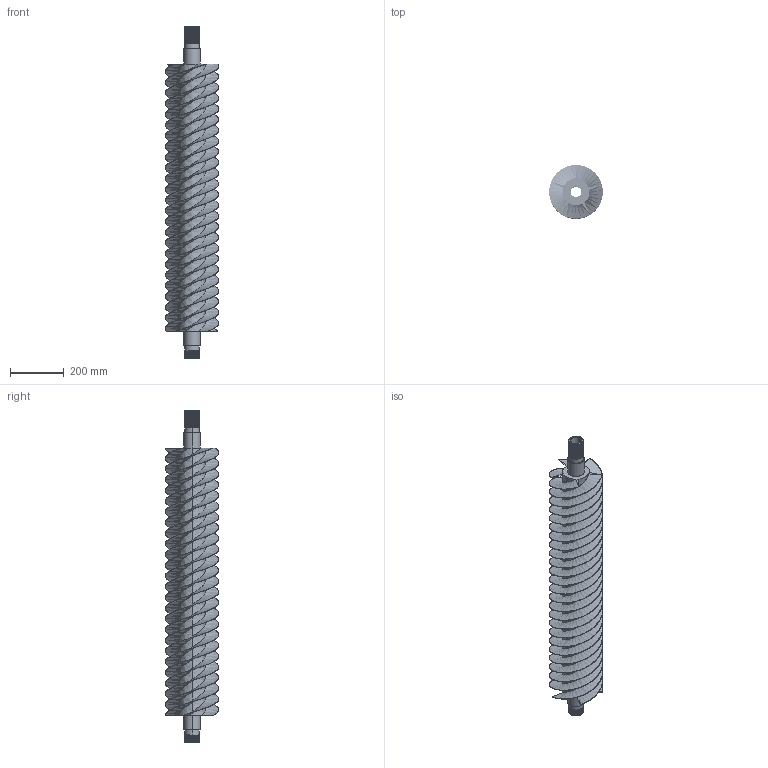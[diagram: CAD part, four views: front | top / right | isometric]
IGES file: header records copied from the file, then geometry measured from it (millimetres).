
Start section: SolidWorks IGES file using analytic representation for surfaces
Global section: file name: Vis_Archimede-D20.IGS; native system: SolidWorks 2020; preprocessor: SolidWorks 2020; author: CRSA; date: 230406.174444; units: millimetre
Bounding box: 200 x 200 x 1240 mm (x, y, z)
Surface area: 1775898.8 mm2 (no closed solid volume)
Topology: 0 solids, 0 shells, 484 faces, 13519 edges, 13519 vertices
Faces by surface type: revolution 252, bspline 232
